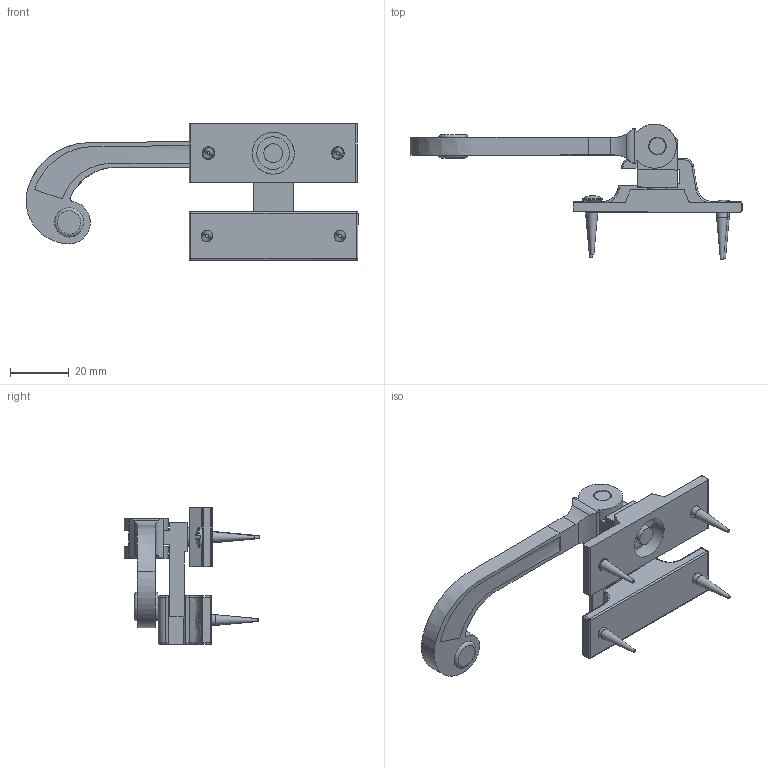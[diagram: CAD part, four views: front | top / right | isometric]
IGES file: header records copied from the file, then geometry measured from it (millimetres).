
Global section: file name: P4525-HP; native system: Autodesk Inventor 2018; preprocessor: unknown; author: ashami; date: 20180911.124414; units: millimetre
Bounding box: 112.83 x 46.17 x 46.42 mm (x, y, z)
Volume: 24103.5 mm3; surface area: 15236.5 mm2
Topology: 11 solids, 11 shells, 205 faces, 514 edges, 327 vertices
Faces by surface type: bspline 205
